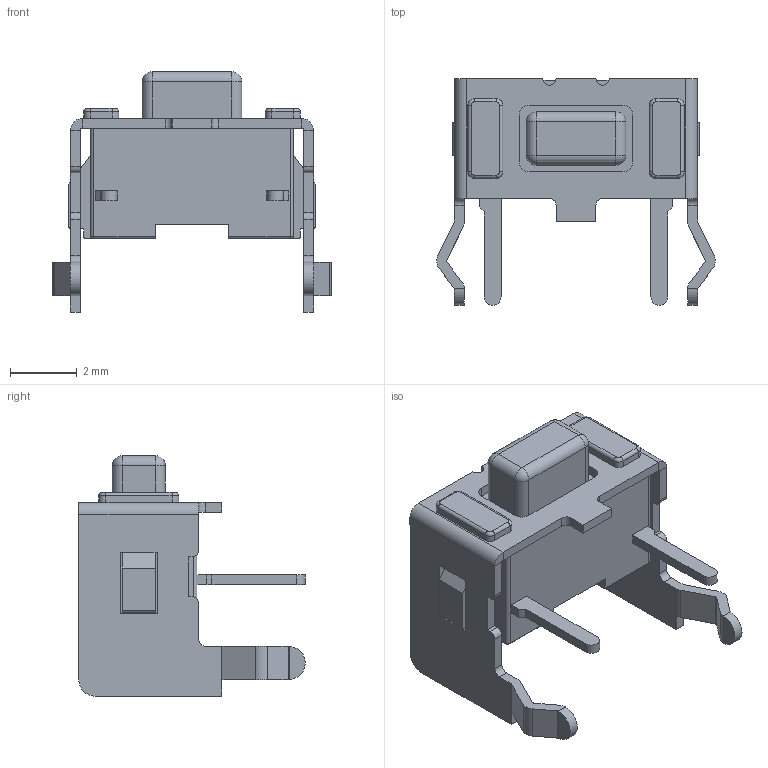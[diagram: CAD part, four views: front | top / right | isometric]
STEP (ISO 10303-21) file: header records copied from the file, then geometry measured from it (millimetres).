
FILE_DESCRIPTION(/* description */ (''),/* implementation_level */ '2;1');
FILE_NAME(/* name */ 'SW_SKHLLC.step',/* time_stamp */ '2022-02-03T23:19:43+01:00',/* author */ (''),/* organization */ (''),/* preprocessor_version */ 'ST-DEVELOPER v18.1',/* originating_system */ 'Autodesk Translation Framework v10.13.0.1454',/* authorisation */ '');
FILE_SCHEMA (('AUTOMOTIVE_DESIGN { 1 0 10303 214 3 1 1 }'));
Length unit declared in the file: millimetre
Products named in the file (2): SKHLLC; SKHL-L^SKHLLC
Assembly tree (1 placements, depth 2):
  SKHLLC
    SKHL-L^SKHLLC
Bounding box: 8.38 x 6.8 x 7.22 mm (x, y, z)
Volume: 98.2 mm3; surface area: 265.3 mm2
Topology: 3 solids, 3 shells, 242 faces, 634 edges, 402 vertices
Faces by surface type: plane 148, cylinder 80, bspline 10, sphere 4
Entity records: 7583 total; most frequent: CARTESIAN_POINT 1357, DIRECTION 1284, ORIENTED_EDGE 1260, EDGE_CURVE 630, LINE 446, VECTOR 446, AXIS2_PLACEMENT_3D 419, VERTEX_POINT 402
